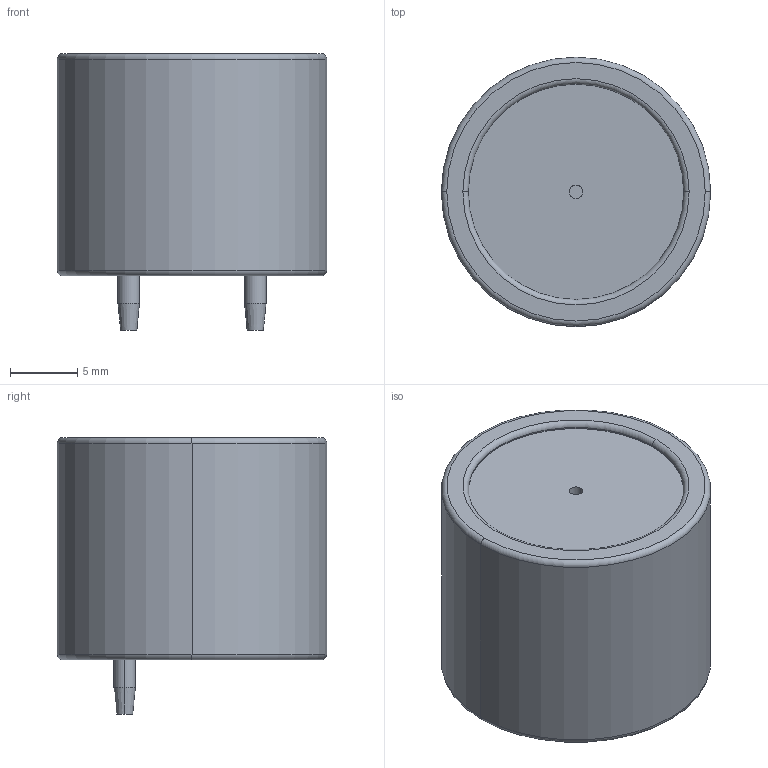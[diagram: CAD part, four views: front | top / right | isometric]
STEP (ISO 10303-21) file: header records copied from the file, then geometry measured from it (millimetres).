
FILE_DESCRIPTION (( 'STEP AP203' ), '1' );
FILE_NAME ('WINSEN ME2-CO.STEP', '2025-11-22T16:16:42', ( '' ), ( '' ), 'SwSTEP 2.0', 'SolidWorks 2024', '' );
FILE_SCHEMA (( 'CONFIG_CONTROL_DESIGN' ));
Length unit declared in the file: millimetre
Products named in the file (1): WINSEN ME2-CO
Bounding box: 20 x 20 x 20.55 mm (x, y, z)
Volume: 4896.1 mm3; surface area: 1756.4 mm2
Topology: 1 solids, 1 shells, 31 faces, 60 edges, 36 vertices
Faces by surface type: cylinder 12, torus 8, plane 7, cone 4
Entity records: 879 total; most frequent: DIRECTION 168, CARTESIAN_POINT 128, ORIENTED_EDGE 120, AXIS2_PLACEMENT_3D 76, EDGE_CURVE 60, CIRCLE 44, VERTEX_POINT 36, EDGE_LOOP 36
